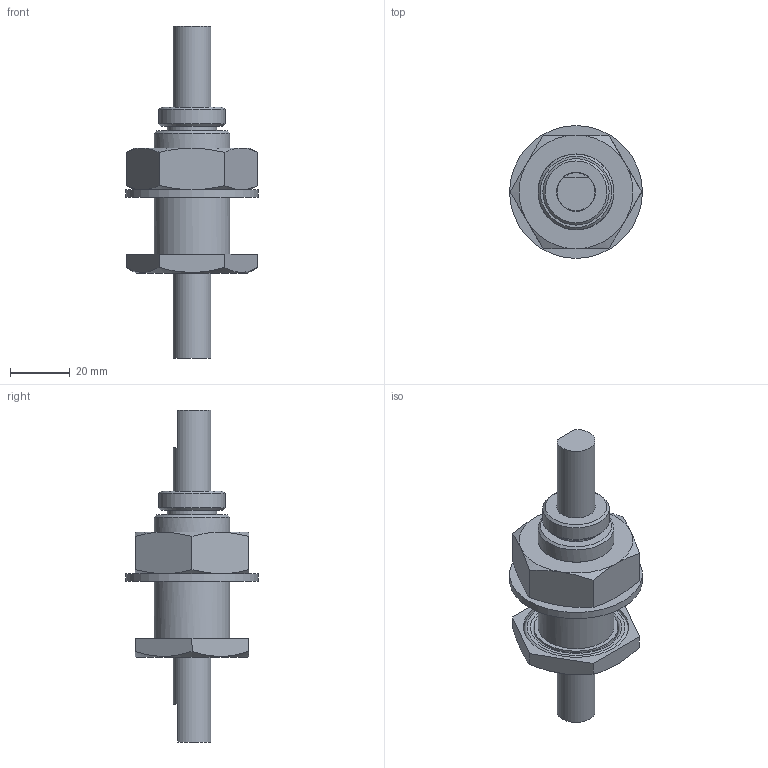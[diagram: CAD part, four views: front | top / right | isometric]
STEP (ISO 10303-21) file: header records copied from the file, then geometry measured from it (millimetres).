
FILE_DESCRIPTION(/* description */ (''),/* implementation_level */ '2;1');
FILE_NAME(/* name */ '2002015b.stp',/* time_stamp */ '2019-07-12T07:45:25-04:00',/* author */ ('Glen_C'),/* organization */ (''),/* preprocessor_version */ 'ST-DEVELOPER v16.13',/* originating_system */ 'Autodesk Inventor 2018',/* authorisation */ '');
FILE_SCHEMA (('AUTOMOTIVE_DESIGN { 1 0 10303 214 3 1 1 }'));
Length unit declared in the file: inch
Products named in the file (1): 2002015_S
Bounding box: 44.45 x 44.45 x 111.12 mm (x, y, z)
Volume: 50602 mm3; surface area: 18190.9 mm2
Topology: 1 solids, 1 shells, 100 faces, 214 edges, 135 vertices
Faces by surface type: plane 40, cone 27, cylinder 25, torus 8
Full cylindrical faces by diameter (mm): 12.675 x2, 12.7 x1, 13.081 x2, 15.748 x1, 15.875 x1, 16.027 x1, 16.51 x1, 17.526 x1, 17.551 x1, 17.958 x2, 22.225 x1, 25.349 x2, 25.4 x2, 28.194 x1, 28.372 x1, 34.925 x1, 35.306 x1, 44.45 x1
Entity records: 3190 total; most frequent: CARTESIAN_POINT 1114, DIRECTION 406, ORIENTED_EDGE 322, AXIS2_PLACEMENT_3D 189, EDGE_LOOP 162, EDGE_CURVE 161, VERTEX_POINT 121, STYLED_ITEM 101
